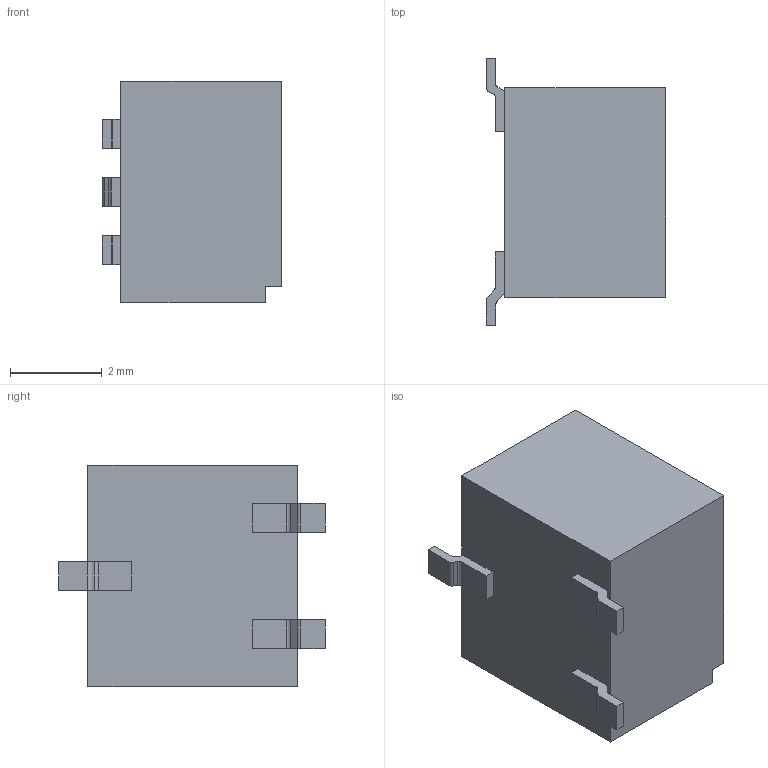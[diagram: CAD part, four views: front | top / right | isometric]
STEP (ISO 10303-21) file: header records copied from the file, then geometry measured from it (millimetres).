
FILE_DESCRIPTION((''),'2;1');
FILE_NAME('45G','2013-02-27T',('BMozley'),(''),'PRO/ENGINEER BY PARAMETRIC TECHNOLOGY CORPORATION, 2012480','PRO/ENGINEER BY PARAMETRIC TECHNOLOGY CORPORATION, 2012480','');
FILE_SCHEMA(('CONFIG_CONTROL_DESIGN'));
Length unit declared in the file: millimetre
Products named in the file (1): 45G
Bounding box: 3.91 x 5.82 x 4.83 mm (x, y, z)
Volume: 77.3 mm3; surface area: 120.8 mm2
Topology: 1 solids, 1 shells, 54 faces, 141 edges, 94 vertices
Faces by surface type: plane 41, cylinder 13
Entity records: 1693 total; most frequent: CARTESIAN_POINT 289, ORIENTED_EDGE 282, DIRECTION 279, EDGE_CURVE 141, VECTOR 111, LINE 111, VERTEX_POINT 94, AXIS2_PLACEMENT_3D 84
